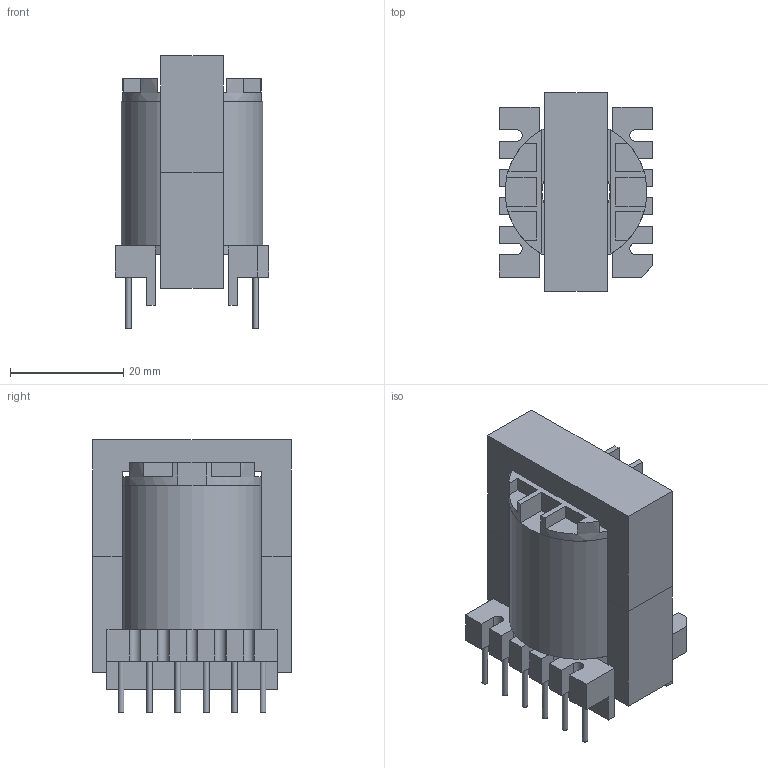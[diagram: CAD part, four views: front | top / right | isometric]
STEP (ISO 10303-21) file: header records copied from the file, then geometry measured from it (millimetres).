
FILE_DESCRIPTION(('FreeCAD Model'),'2;1');
FILE_NAME('Open CASCADE Shape Model','2023-10-03T16:51:50',(''),(''), 'Open CASCADE STEP processor 7.6','FreeCAD','Unknown');
FILE_SCHEMA(('AUTOMOTIVE_DESIGN { 1 0 10303 214 1 1 1 1 }'));
Length unit declared in the file: millimetre
Products named in the file (6): ERL35; Ferrite_Inferior; Ferrite_Superior; Bobina; Pins; Carretel
Assembly tree (5 placements, depth 2):
  ERL35
    Ferrite_Inferior
    Ferrite_Superior
    Bobina
    Pins
    Carretel
Bounding box: 27 x 35 x 48 mm (x, y, z)
Volume: 22968.5 mm3; surface area: 15771 mm2
Topology: 13 solids, 13 shells, 162 faces, 384 edges, 248 vertices
Faces by surface type: plane 127, cylinder 35
Full cylindrical faces by diameter (mm): 1 x9, 12 x1, 14 x2, 25 x1
Entity records: 9849 total; most frequent: CARTESIAN_POINT 1854, DIRECTION 1431, LINE 872, VECTOR 872, ORIENTED_EDGE 768, PCURVE 768, DEFINITIONAL_REPRESENTATION 768, EDGE_CURVE 384
